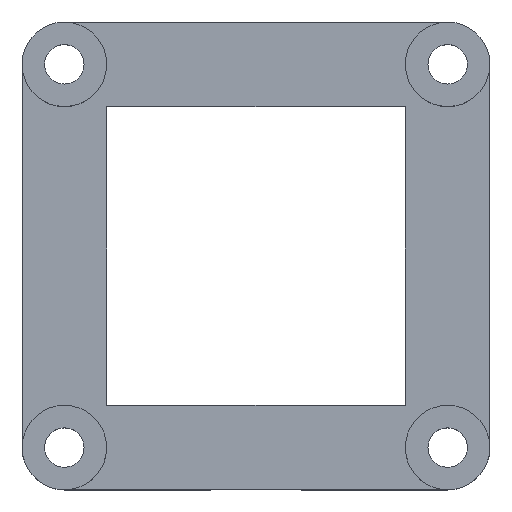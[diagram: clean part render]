
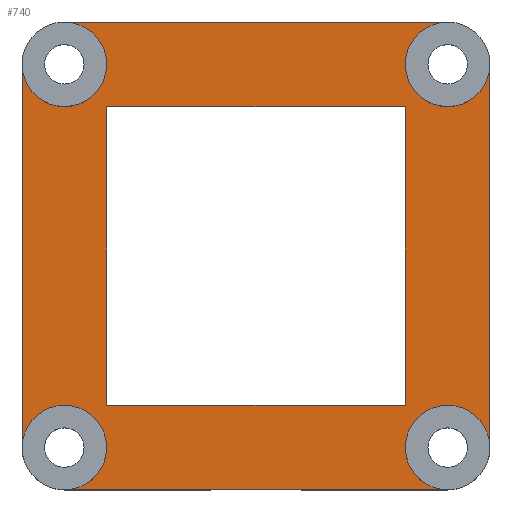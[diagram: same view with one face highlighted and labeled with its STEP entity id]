
A CAD part, top view. The second image highlights one B-rep face of the part: STEP entity #740.
In plain terms, the highlighted planar face has unit normal (0, 0, 1).
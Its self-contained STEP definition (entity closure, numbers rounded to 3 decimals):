
#19=FACE_BOUND('',#113,.T.);
#38=PLANE('',#802);
#71=FACE_OUTER_BOUND('',#112,.T.);
#112=EDGE_LOOP('',(#605,#606,#607,#608,#609,#610,#611,#612,#613,#614));
#113=EDGE_LOOP('',(#615,#616,#617,#618));
#146=LINE('',#1080,#230);
#164=LINE('',#1115,#248);
#166=LINE('',#1119,#250);
#179=LINE('',#1148,#263);
#188=LINE('',#1165,#272);
#189=LINE('',#1170,#273);
#190=LINE('',#1175,#274);
#191=LINE('',#1176,#275);
#230=VECTOR('',#876,10.);
#248=VECTOR('',#900,10.);
#250=VECTOR('',#904,10.);
#263=VECTOR('',#933,10.);
#272=VECTOR('',#944,10.);
#273=VECTOR('',#949,10.);
#274=VECTOR('',#954,10.);
#275=VECTOR('',#955,10.);
#309=CIRCLE('',#781,3.75);
#311=CIRCLE('',#783,3.75);
#314=CIRCLE('',#787,3.75);
#315=CIRCLE('',#803,3.75);
#316=CIRCLE('',#804,3.75);
#317=CIRCLE('',#805,3.75);
#331=VERTEX_POINT('',#1052);
#332=VERTEX_POINT('',#1054);
#335=VERTEX_POINT('',#1060);
#337=VERTEX_POINT('',#1066);
#340=VERTEX_POINT('',#1072);
#355=VERTEX_POINT('',#1112);
#356=VERTEX_POINT('',#1114);
#357=VERTEX_POINT('',#1118);
#365=VERTEX_POINT('',#1147);
#372=VERTEX_POINT('',#1163);
#373=VERTEX_POINT('',#1167);
#374=VERTEX_POINT('',#1169);
#375=VERTEX_POINT('',#1171);
#376=VERTEX_POINT('',#1173);
#404=EDGE_CURVE('',#332,#331,#309,.T.);
#408=EDGE_CURVE('',#331,#335,#311,.T.);
#414=EDGE_CURVE('',#337,#340,#314,.T.);
#417=EDGE_CURVE('',#340,#332,#146,.T.);
#435=EDGE_CURVE('',#356,#355,#164,.T.);
#437=EDGE_CURVE('',#335,#357,#166,.T.);
#450=EDGE_CURVE('',#365,#356,#179,.T.);
#459=EDGE_CURVE('',#355,#372,#188,.T.);
#460=EDGE_CURVE('',#357,#373,#315,.T.);
#461=EDGE_CURVE('',#373,#374,#189,.T.);
#462=EDGE_CURVE('',#374,#375,#316,.T.);
#463=EDGE_CURVE('',#375,#376,#317,.T.);
#464=EDGE_CURVE('',#376,#337,#190,.T.);
#465=EDGE_CURVE('',#372,#365,#191,.T.);
#605=ORIENTED_EDGE('',*,*,#437,.T.);
#606=ORIENTED_EDGE('',*,*,#460,.T.);
#607=ORIENTED_EDGE('',*,*,#461,.T.);
#608=ORIENTED_EDGE('',*,*,#462,.T.);
#609=ORIENTED_EDGE('',*,*,#463,.T.);
#610=ORIENTED_EDGE('',*,*,#464,.T.);
#611=ORIENTED_EDGE('',*,*,#414,.T.);
#612=ORIENTED_EDGE('',*,*,#417,.T.);
#613=ORIENTED_EDGE('',*,*,#404,.T.);
#614=ORIENTED_EDGE('',*,*,#408,.T.);
#615=ORIENTED_EDGE('',*,*,#450,.T.);
#616=ORIENTED_EDGE('',*,*,#435,.T.);
#617=ORIENTED_EDGE('',*,*,#459,.T.);
#618=ORIENTED_EDGE('',*,*,#465,.T.);
#740=ADVANCED_FACE('',(#71,#19),#38,.T.);
#781=AXIS2_PLACEMENT_3D('',#1055,#853,#854);
#783=AXIS2_PLACEMENT_3D('',#1062,#859,#860);
#787=AXIS2_PLACEMENT_3D('',#1074,#870,#871);
#802=AXIS2_PLACEMENT_3D('',#1166,#945,#946);
#803=AXIS2_PLACEMENT_3D('',#1168,#947,#948);
#804=AXIS2_PLACEMENT_3D('',#1172,#950,#951);
#805=AXIS2_PLACEMENT_3D('',#1174,#952,#953);
#853=DIRECTION('center_axis',(0.,0.,-1.));
#854=DIRECTION('ref_axis',(-1.,0.,0.));
#859=DIRECTION('center_axis',(0.,0.,-1.));
#860=DIRECTION('ref_axis',(-1.,0.,0.));
#870=DIRECTION('center_axis',(0.,0.,-1.));
#871=DIRECTION('ref_axis',(-1.,0.,0.));
#876=DIRECTION('',(-1.,0.,0.));
#900=DIRECTION('',(1.,0.,0.));
#904=DIRECTION('',(0.,-1.,0.));
#933=DIRECTION('',(0.,1.,0.));
#944=DIRECTION('',(0.,-1.,0.));
#945=DIRECTION('center_axis',(0.,0.,1.));
#946=DIRECTION('ref_axis',(1.,0.,0.));
#947=DIRECTION('center_axis',(0.,0.,-1.));
#948=DIRECTION('ref_axis',(-1.,0.,0.));
#949=DIRECTION('',(1.,0.,0.));
#950=DIRECTION('center_axis',(0.,0.,-1.));
#951=DIRECTION('ref_axis',(0.,-1.,0.));
#952=DIRECTION('center_axis',(0.,0.,-1.));
#953=DIRECTION('ref_axis',(0.,-1.,0.));
#954=DIRECTION('',(0.,1.,0.));
#955=DIRECTION('',(-1.,0.,0.));
#1052=CARTESIAN_POINT('',(3.75,34.,3.));
#1054=CARTESIAN_POINT('',(0.,37.75,3.));
#1055=CARTESIAN_POINT('Origin',(0.,34.,3.));
#1060=CARTESIAN_POINT('',(-3.75,34.,3.));
#1062=CARTESIAN_POINT('Origin',(0.,34.,3.));
#1066=CARTESIAN_POINT('',(37.75,34.,3.));
#1072=CARTESIAN_POINT('',(34.,37.75,3.));
#1074=CARTESIAN_POINT('Origin',(34.,34.,3.));
#1080=CARTESIAN_POINT('',(-0.034,37.75,3.));
#1112=CARTESIAN_POINT('',(30.25,30.25,3.));
#1114=CARTESIAN_POINT('',(3.75,30.25,3.));
#1115=CARTESIAN_POINT('',(3.75,30.25,3.));
#1118=CARTESIAN_POINT('',(-3.75,0.,3.));
#1119=CARTESIAN_POINT('',(-3.75,23.,3.));
#1147=CARTESIAN_POINT('',(3.75,3.75,3.));
#1148=CARTESIAN_POINT('',(3.75,34.,3.));
#1163=CARTESIAN_POINT('',(30.25,3.75,3.));
#1165=CARTESIAN_POINT('',(30.25,11.,3.));
#1166=CARTESIAN_POINT('Origin',(17.,17.,3.));
#1167=CARTESIAN_POINT('',(0.,-3.75,3.));
#1168=CARTESIAN_POINT('Origin',(0.,0.,3.));
#1169=CARTESIAN_POINT('',(34.,-3.75,3.));
#1170=CARTESIAN_POINT('',(0.,-3.75,3.));
#1171=CARTESIAN_POINT('',(30.25,0.,3.));
#1172=CARTESIAN_POINT('Origin',(34.,0.,3.));
#1173=CARTESIAN_POINT('',(37.75,0.,3.));
#1174=CARTESIAN_POINT('Origin',(34.,0.,3.));
#1175=CARTESIAN_POINT('',(37.75,34.,3.));
#1176=CARTESIAN_POINT('',(34.,3.75,3.));
